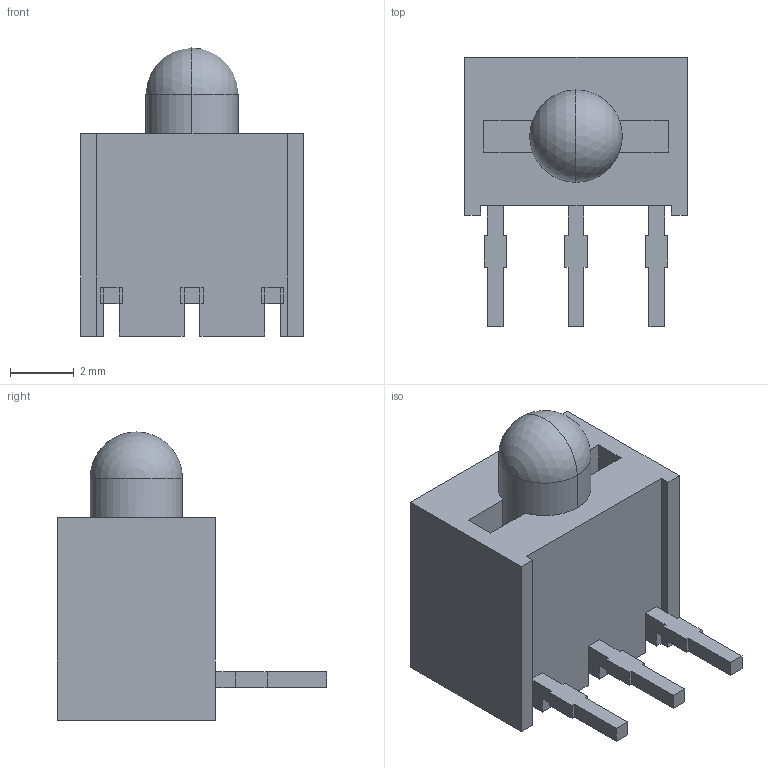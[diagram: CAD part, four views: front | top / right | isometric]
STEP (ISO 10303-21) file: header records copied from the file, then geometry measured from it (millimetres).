
FILE_DESCRIPTION (( 'STEP AP214' ), '1' );
FILE_NAME ('130WDT.STEP', '2008-08-27T20:00:41', ( '' ), ( '' ), 'SwSTEP 2.0', 'SolidWorks 2008', '' );
FILE_SCHEMA (( 'AUTOMOTIVE_DESIGN' ));
Length unit declared in the file: millimetre
Products named in the file (1): 130WDT
Bounding box: 7 x 8.46 x 9.05 mm (x, y, z)
Volume: 211.8 mm3; surface area: 317.5 mm2
Topology: 1 solids, 1 shells, 359 faces, 981 edges, 651 vertices
Faces by surface type: plane 236, bspline 116, cylinder 5, sphere 2
Entity records: 20639 total; most frequent: CARTESIAN_POINT 8374, ORIENTED_EDGE 1954, DIRECTION 1249, EDGE_CURVE 977, LINE 729, VECTOR 729, VERTEX_POINT 649, EDGE_LOOP 388
